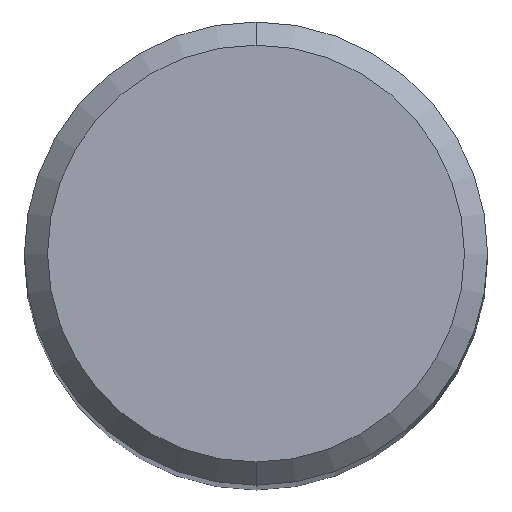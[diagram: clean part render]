
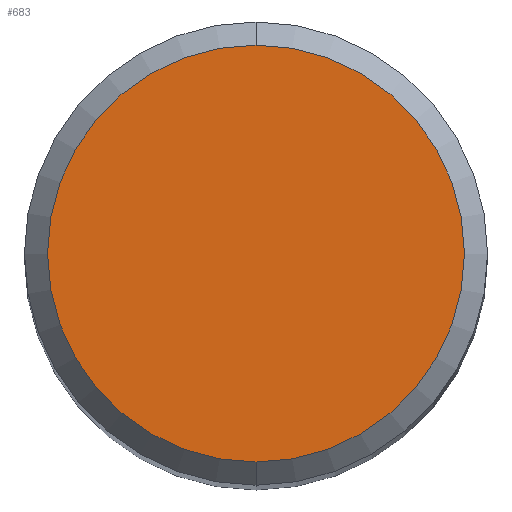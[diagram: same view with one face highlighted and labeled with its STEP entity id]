
A CAD part, top view. The second image highlights one B-rep face of the part: STEP entity #683.
In plain terms, the highlighted planar face has unit normal (0, 0, 1).
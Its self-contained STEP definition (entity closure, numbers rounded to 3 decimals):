
#419=EDGE_CURVE('',#881,#433,#1046,.T.);
#433=VERTEX_POINT('',#1060);
#511=EDGE_CURVE('',#433,#881,#1144,.T.);
#683=ADVANCED_FACE('',(#1336),#1337,.T.);
#881=VERTEX_POINT('',#1552);
#1046=CIRCLE('',#1987,3.6);
#1060=CARTESIAN_POINT('',(0.,-3.6,0.));
#1144=CIRCLE('',#2665,3.6);
#1336=FACE_OUTER_BOUND('',#5716,.T.);
#1337=PLANE('',#5717);
#1552=CARTESIAN_POINT('',(0.0,3.6,0.));
#1987=AXIS2_PLACEMENT_3D('',#9628,#9629,#9630);
#2665=AXIS2_PLACEMENT_3D('',#9704,#9705,#9706);
#5716=EDGE_LOOP('',(#9941,#9942));
#5717=AXIS2_PLACEMENT_3D('',#9943,#9944,#9945);
#9628=CARTESIAN_POINT('',(0.0,0.0,0.));
#9629=DIRECTION('',(0.0,0.0,-1.0));
#9630=DIRECTION('',(0.0,1.0,0.0));
#9704=CARTESIAN_POINT('',(0.0,0.0,0.));
#9705=DIRECTION('',(0.0,0.0,-1.0));
#9706=DIRECTION('',(0.0,1.0,0.0));
#9941=ORIENTED_EDGE('',*,*,#419,.F.);
#9942=ORIENTED_EDGE('',*,*,#511,.F.);
#9943=CARTESIAN_POINT('',(0.0,1.8,0.));
#9944=DIRECTION('',(-0.0,0.0,1.0));
#9945=DIRECTION('',(0.0,-1.0,0.0));
